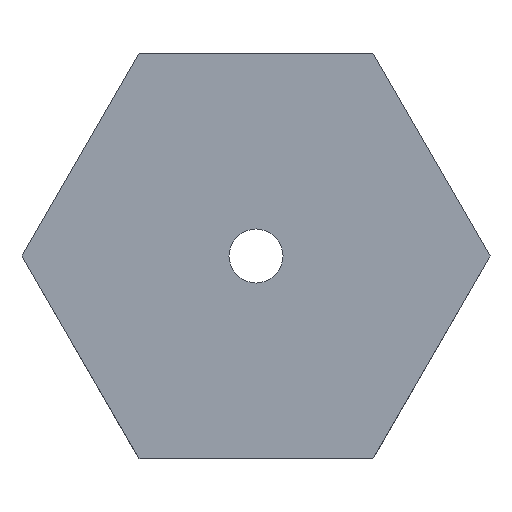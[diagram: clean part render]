
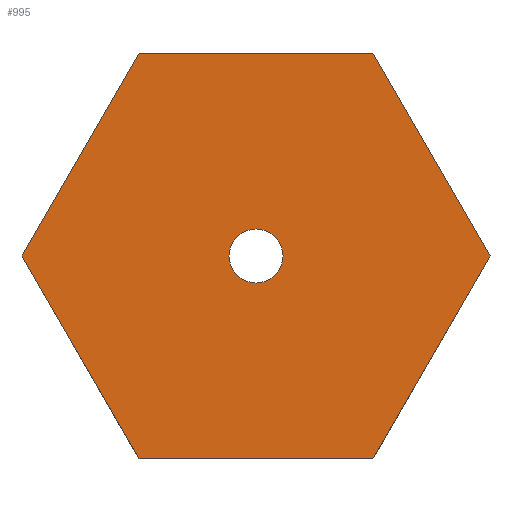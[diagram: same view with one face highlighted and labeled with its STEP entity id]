
A CAD part, front view. The second image highlights one B-rep face of the part: STEP entity #995.
In plain terms, the highlighted planar face has unit normal (0, -1, 0).
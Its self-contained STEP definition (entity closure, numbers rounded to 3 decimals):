
#7 = CARTESIAN_POINT ( 'NONE',  ( 0., 0., 0. ) ) ;
#67 = LINE ( 'NONE', #1299, #321 ) ;
#87 = DIRECTION ( 'NONE',  ( 0., 1., 0. ) ) ;
#128 = EDGE_CURVE ( 'NONE', #928, #297, #168, .T. ) ;
#139 = VECTOR ( 'NONE', #996, 1000. ) ;
#140 = CARTESIAN_POINT ( 'NONE',  ( 43.301, 0., 75. ) ) ;
#157 = DIRECTION ( 'NONE',  ( 0., 1., 0. ) ) ;
#158 = AXIS2_PLACEMENT_3D ( 'NONE', #660, #157, #753 ) ;
#168 = LINE ( 'NONE', #1099, #1333 ) ;
#206 = ORIENTED_EDGE ( 'NONE', *, *, #910, .F. ) ;
#208 = CARTESIAN_POINT ( 'NONE',  ( -86.603, 0., 0. ) ) ;
#223 = ORIENTED_EDGE ( 'NONE', *, *, #128, .F. ) ;
#262 = CIRCLE ( 'NONE', #158, 10. ) ;
#267 = EDGE_CURVE ( 'NONE', #444, #713, #262, .T. ) ;
#297 = VERTEX_POINT ( 'NONE', #1026 ) ;
#306 = CARTESIAN_POINT ( 'NONE',  ( 86.603, 0., 0. ) ) ;
#321 = VECTOR ( 'NONE', #783, 1000. ) ;
#335 = EDGE_LOOP ( 'NONE', ( #480, #1096, #533, #223, #206, #1304 ) ) ;
#348 = VERTEX_POINT ( 'NONE', #208 ) ;
#369 = EDGE_CURVE ( 'NONE', #1212, #857, #1337, .T. ) ;
#371 = ORIENTED_EDGE ( 'NONE', *, *, #267, .T. ) ;
#427 = CARTESIAN_POINT ( 'NONE',  ( 0., 0., -10. ) ) ;
#435 = VECTOR ( 'NONE', #1248, 1000. ) ;
#444 = VERTEX_POINT ( 'NONE', #427 ) ;
#480 = ORIENTED_EDGE ( 'NONE', *, *, #600, .F. ) ;
#493 = CARTESIAN_POINT ( 'NONE',  ( -43.301, 0., 75. ) ) ;
#496 = FACE_BOUND ( 'NONE', #855, .T. ) ;
#533 = ORIENTED_EDGE ( 'NONE', *, *, #1281, .F. ) ;
#576 = CARTESIAN_POINT ( 'NONE',  ( -86.603, 0., 0. ) ) ;
#579 = DIRECTION ( 'NONE',  ( -0.5, 0., -0.866 ) ) ;
#581 = LINE ( 'NONE', #1257, #1192 ) ;
#591 = AXIS2_PLACEMENT_3D ( 'NONE', #1250, #606, #803 ) ;
#592 = PLANE ( 'NONE',  #591 ) ;
#600 = EDGE_CURVE ( 'NONE', #348, #1212, #913, .T. ) ;
#606 = DIRECTION ( 'NONE',  ( 0., 1., 0. ) ) ;
#646 = VECTOR ( 'NONE', #972, 1000. ) ;
#660 = CARTESIAN_POINT ( 'NONE',  ( 0., 0., 0. ) ) ;
#713 = VERTEX_POINT ( 'NONE', #1036 ) ;
#753 = DIRECTION ( 'NONE',  ( 0., 0., 1. ) ) ;
#783 = DIRECTION ( 'NONE',  ( -1., 0., 0. ) ) ;
#803 = DIRECTION ( 'NONE',  ( 0., 0., 1. ) ) ;
#807 = VERTEX_POINT ( 'NONE', #946 ) ;
#855 = EDGE_LOOP ( 'NONE', ( #1010, #371 ) ) ;
#857 = VERTEX_POINT ( 'NONE', #884 ) ;
#884 = CARTESIAN_POINT ( 'NONE',  ( 43.301, 0., 75. ) ) ;
#910 = EDGE_CURVE ( 'NONE', #857, #928, #950, .T. ) ;
#913 = LINE ( 'NONE', #576, #139 ) ;
#928 = VERTEX_POINT ( 'NONE', #306 ) ;
#931 = EDGE_CURVE ( 'NONE', #713, #444, #1294, .T. ) ;
#946 = CARTESIAN_POINT ( 'NONE',  ( -43.301, 0., -75. ) ) ;
#950 = LINE ( 'NONE', #140, #646 ) ;
#972 = DIRECTION ( 'NONE',  ( 0.5, 0., -0.866 ) ) ;
#995 = ADVANCED_FACE ( 'NONE', ( #496, #1331 ), #592, .F. ) ;
#996 = DIRECTION ( 'NONE',  ( 0.5, 0., 0.866 ) ) ;
#1005 = AXIS2_PLACEMENT_3D ( 'NONE', #7, #87, #1115 ) ;
#1010 = ORIENTED_EDGE ( 'NONE', *, *, #931, .T. ) ;
#1026 = CARTESIAN_POINT ( 'NONE',  ( 43.301, 0., -75. ) ) ;
#1036 = CARTESIAN_POINT ( 'NONE',  ( 0., 0., 10. ) ) ;
#1068 = EDGE_CURVE ( 'NONE', #807, #348, #581, .T. ) ;
#1096 = ORIENTED_EDGE ( 'NONE', *, *, #1068, .F. ) ;
#1099 = CARTESIAN_POINT ( 'NONE',  ( 86.603, 0., 0. ) ) ;
#1115 = DIRECTION ( 'NONE',  ( 0., 0., 1. ) ) ;
#1192 = VECTOR ( 'NONE', #1226, 1000. ) ;
#1212 = VERTEX_POINT ( 'NONE', #1288 ) ;
#1226 = DIRECTION ( 'NONE',  ( -0.5, 0., 0.866 ) ) ;
#1248 = DIRECTION ( 'NONE',  ( 1., 0., 0. ) ) ;
#1250 = CARTESIAN_POINT ( 'NONE',  ( 0., 0., 0. ) ) ;
#1257 = CARTESIAN_POINT ( 'NONE',  ( -43.301, 0., -75. ) ) ;
#1281 = EDGE_CURVE ( 'NONE', #297, #807, #67, .T. ) ;
#1288 = CARTESIAN_POINT ( 'NONE',  ( -43.301, 0., 75. ) ) ;
#1294 = CIRCLE ( 'NONE', #1005, 10. ) ;
#1299 = CARTESIAN_POINT ( 'NONE',  ( 43.301, 0., -75. ) ) ;
#1304 = ORIENTED_EDGE ( 'NONE', *, *, #369, .F. ) ;
#1331 = FACE_OUTER_BOUND ( 'NONE', #335, .T. ) ;
#1333 = VECTOR ( 'NONE', #579, 1000. ) ;
#1337 = LINE ( 'NONE', #493, #435 ) ;
